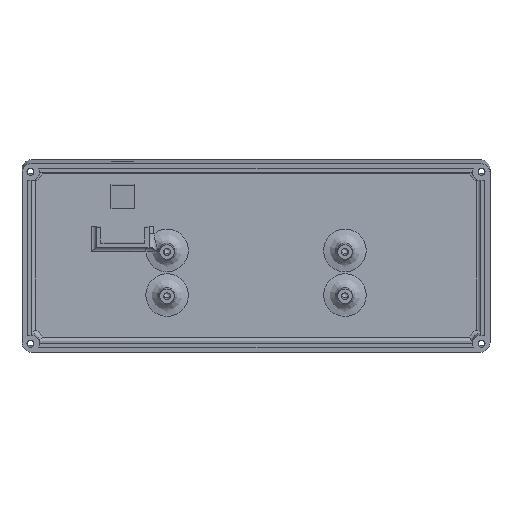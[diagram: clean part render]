
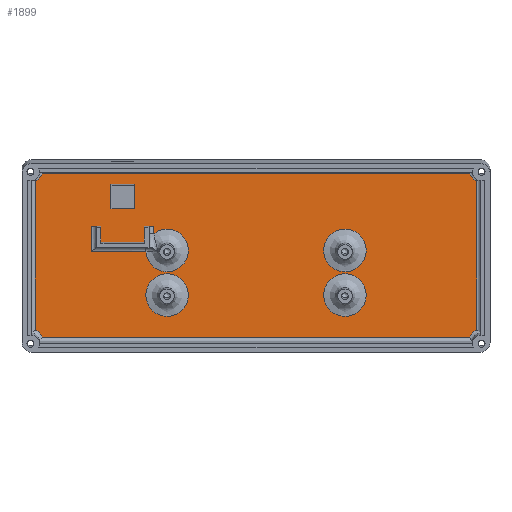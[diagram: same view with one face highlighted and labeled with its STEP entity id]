
A CAD part, top view. The second image highlights one B-rep face of the part: STEP entity #1899.
In plain terms, the highlighted planar face has unit normal (0, 0, 1).
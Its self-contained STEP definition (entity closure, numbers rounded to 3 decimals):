
#19=ELLIPSE('',#2012,5.541,5.52);
#22=ELLIPSE('',#2016,5.541,5.52);
#23=ELLIPSE('',#2018,5.541,5.52);
#26=ELLIPSE('',#2021,5.541,5.52);
#27=ELLIPSE('',#2029,9.135,9.1);
#28=ELLIPSE('',#2030,9.135,9.1);
#29=ELLIPSE('',#2031,9.135,9.1);
#30=ELLIPSE('',#2032,9.135,9.1);
#31=ELLIPSE('',#2033,9.135,9.1);
#87=LINE('',#2807,#243);
#88=LINE('',#2825,#244);
#91=LINE('',#2917,#247);
#93=LINE('',#2989,#249);
#113=LINE('',#3122,#269);
#114=LINE('',#3124,#270);
#115=LINE('',#3126,#271);
#116=LINE('',#3127,#272);
#117=LINE('',#3132,#273);
#118=LINE('',#3134,#274);
#119=LINE('',#3136,#275);
#120=LINE('',#3138,#276);
#121=LINE('',#3140,#277);
#122=LINE('',#3142,#278);
#123=LINE('',#3148,#279);
#124=LINE('',#3149,#280);
#243=VECTOR('',#2231,10.);
#244=VECTOR('',#2234,10.);
#247=VECTOR('',#2243,10.);
#249=VECTOR('',#2251,10.);
#269=VECTOR('',#2297,10.);
#270=VECTOR('',#2298,10.);
#271=VECTOR('',#2299,10.);
#272=VECTOR('',#2300,10.);
#273=VECTOR('',#2303,10.);
#274=VECTOR('',#2304,10.);
#275=VECTOR('',#2305,10.);
#276=VECTOR('',#2306,10.);
#277=VECTOR('',#2307,10.);
#278=VECTOR('',#2308,10.);
#279=VECTOR('',#2313,10.);
#280=VECTOR('',#2314,10.);
#449=FACE_BOUND('',#607,.T.);
#450=FACE_BOUND('',#608,.T.);
#451=FACE_BOUND('',#609,.T.);
#452=FACE_BOUND('',#610,.T.);
#453=FACE_BOUND('',#611,.T.);
#488=FACE_OUTER_BOUND('',#606,.T.);
#606=EDGE_LOOP('',(#1345,#1346,#1347,#1348,#1349,#1350,#1351,#1352));
#607=EDGE_LOOP('',(#1353));
#608=EDGE_LOOP('',(#1354));
#609=EDGE_LOOP('',(#1355,#1356,#1357,#1358));
#610=EDGE_LOOP('',(#1359));
#611=EDGE_LOOP('',(#1360,#1361,#1362,#1363,#1364,#1365,#1366,#1367,#1368,
#1369));
#805=VERTEX_POINT('',#2793);
#806=VERTEX_POINT('',#2806);
#807=VERTEX_POINT('',#2823);
#808=VERTEX_POINT('',#2824);
#812=VERTEX_POINT('',#2885);
#817=VERTEX_POINT('',#2916);
#820=VERTEX_POINT('',#2964);
#823=VERTEX_POINT('',#2988);
#844=VERTEX_POINT('',#3116);
#845=VERTEX_POINT('',#3118);
#846=VERTEX_POINT('',#3120);
#847=VERTEX_POINT('',#3121);
#848=VERTEX_POINT('',#3123);
#849=VERTEX_POINT('',#3125);
#850=VERTEX_POINT('',#3128);
#851=VERTEX_POINT('',#3130);
#852=VERTEX_POINT('',#3131);
#853=VERTEX_POINT('',#3133);
#854=VERTEX_POINT('',#3135);
#855=VERTEX_POINT('',#3137);
#856=VERTEX_POINT('',#3139);
#857=VERTEX_POINT('',#3141);
#858=VERTEX_POINT('',#3143);
#859=VERTEX_POINT('',#3145);
#860=VERTEX_POINT('',#3147);
#994=EDGE_CURVE('',#805,#806,#87,.T.);
#996=EDGE_CURVE('',#807,#808,#88,.T.);
#1001=EDGE_CURVE('',#808,#812,#19,.T.);
#1007=EDGE_CURVE('',#812,#817,#91,.T.);
#1011=EDGE_CURVE('',#817,#820,#22,.T.);
#1015=EDGE_CURVE('',#820,#823,#93,.T.);
#1018=EDGE_CURVE('',#806,#807,#23,.T.);
#1022=EDGE_CURVE('',#823,#805,#26,.T.);
#1045=EDGE_CURVE('',#844,#844,#27,.T.);
#1046=EDGE_CURVE('',#845,#845,#28,.T.);
#1047=EDGE_CURVE('',#846,#847,#113,.T.);
#1048=EDGE_CURVE('',#847,#848,#114,.T.);
#1049=EDGE_CURVE('',#848,#849,#115,.T.);
#1050=EDGE_CURVE('',#849,#846,#116,.T.);
#1051=EDGE_CURVE('',#850,#850,#29,.T.);
#1052=EDGE_CURVE('',#851,#852,#117,.T.);
#1053=EDGE_CURVE('',#852,#853,#118,.T.);
#1054=EDGE_CURVE('',#853,#854,#119,.T.);
#1055=EDGE_CURVE('',#854,#855,#120,.T.);
#1056=EDGE_CURVE('',#855,#856,#121,.T.);
#1057=EDGE_CURVE('',#857,#856,#122,.T.);
#1058=EDGE_CURVE('',#858,#857,#30,.T.);
#1059=EDGE_CURVE('',#859,#858,#31,.T.);
#1060=EDGE_CURVE('',#860,#859,#123,.T.);
#1061=EDGE_CURVE('',#851,#860,#124,.T.);
#1345=ORIENTED_EDGE('',*,*,#996,.F.);
#1346=ORIENTED_EDGE('',*,*,#1018,.F.);
#1347=ORIENTED_EDGE('',*,*,#994,.F.);
#1348=ORIENTED_EDGE('',*,*,#1022,.F.);
#1349=ORIENTED_EDGE('',*,*,#1015,.F.);
#1350=ORIENTED_EDGE('',*,*,#1011,.F.);
#1351=ORIENTED_EDGE('',*,*,#1007,.F.);
#1352=ORIENTED_EDGE('',*,*,#1001,.F.);
#1353=ORIENTED_EDGE('',*,*,#1045,.F.);
#1354=ORIENTED_EDGE('',*,*,#1046,.F.);
#1355=ORIENTED_EDGE('',*,*,#1047,.T.);
#1356=ORIENTED_EDGE('',*,*,#1048,.T.);
#1357=ORIENTED_EDGE('',*,*,#1049,.T.);
#1358=ORIENTED_EDGE('',*,*,#1050,.T.);
#1359=ORIENTED_EDGE('',*,*,#1051,.F.);
#1360=ORIENTED_EDGE('',*,*,#1052,.T.);
#1361=ORIENTED_EDGE('',*,*,#1053,.T.);
#1362=ORIENTED_EDGE('',*,*,#1054,.T.);
#1363=ORIENTED_EDGE('',*,*,#1055,.T.);
#1364=ORIENTED_EDGE('',*,*,#1056,.T.);
#1365=ORIENTED_EDGE('',*,*,#1057,.F.);
#1366=ORIENTED_EDGE('',*,*,#1058,.F.);
#1367=ORIENTED_EDGE('',*,*,#1059,.F.);
#1368=ORIENTED_EDGE('',*,*,#1060,.F.);
#1369=ORIENTED_EDGE('',*,*,#1061,.F.);
#1836=PLANE('',#2028);
#1899=ADVANCED_FACE('',(#488,#449,#450,#451,#452,#453),#1836,.F.);
#2012=AXIS2_PLACEMENT_3D('',#2886,#2236,#2237);
#2016=AXIS2_PLACEMENT_3D('',#2965,#2246,#2247);
#2018=AXIS2_PLACEMENT_3D('',#3034,#2252,#2253);
#2021=AXIS2_PLACEMENT_3D('',#3068,#2258,#2259);
#2028=AXIS2_PLACEMENT_3D('',#3115,#2291,#2292);
#2029=AXIS2_PLACEMENT_3D('',#3117,#2293,#2294);
#2030=AXIS2_PLACEMENT_3D('',#3119,#2295,#2296);
#2031=AXIS2_PLACEMENT_3D('',#3129,#2301,#2302);
#2032=AXIS2_PLACEMENT_3D('',#3144,#2309,#2310);
#2033=AXIS2_PLACEMENT_3D('',#3146,#2311,#2312);
#2231=DIRECTION('',(-1.,0.,0.));
#2234=DIRECTION('',(0.,1.,0.));
#2236=DIRECTION('center_axis',(0.,0.,
1.));
#2237=DIRECTION('ref_axis',(0.,-1.,0.));
#2243=DIRECTION('',(1.,0.,0.));
#2246=DIRECTION('center_axis',(0.,0.,
1.));
#2247=DIRECTION('ref_axis',(0.,-1.,0.));
#2251=DIRECTION('',(0.,-1.,0.));
#2252=DIRECTION('center_axis',(0.,0.,
1.));
#2253=DIRECTION('ref_axis',(0.,1.,0.));
#2258=DIRECTION('center_axis',(0.,0.,
1.));
#2259=DIRECTION('ref_axis',(0.,1.,0.));
#2291=DIRECTION('center_axis',(0.,0.,
-1.));
#2292=DIRECTION('ref_axis',(1.,0.,0.));
#2293=DIRECTION('center_axis',(0.,0.,
1.));
#2294=DIRECTION('ref_axis',(0.,1.,0.));
#2295=DIRECTION('center_axis',(0.,0.,
1.));
#2296=DIRECTION('ref_axis',(0.,1.,0.));
#2297=DIRECTION('',(-1.,0.,0.));
#2298=DIRECTION('',(0.,1.,0.));
#2299=DIRECTION('',(1.,0.,0.));
#2300=DIRECTION('',(0.,-1.,0.));
#2301=DIRECTION('center_axis',(0.,0.,
1.));
#2302=DIRECTION('ref_axis',(0.,1.,0.));
#2303=DIRECTION('',(1.,0.,0.));
#2304=DIRECTION('',(0.,-1.,0.));
#2305=DIRECTION('',(1.,0.,0.));
#2306=DIRECTION('',(0.,1.,0.));
#2307=DIRECTION('',(1.,0.,0.));
#2308=DIRECTION('',(0.,1.,0.));
#2309=DIRECTION('center_axis',(0.,0.,
1.));
#2310=DIRECTION('ref_axis',(0.,1.,0.));
#2311=DIRECTION('center_axis',(0.,0.,
1.));
#2312=DIRECTION('ref_axis',(0.,1.,0.));
#2313=DIRECTION('',(1.,0.,0.));
#2314=DIRECTION('',(0.,-1.,0.));
#2793=CARTESIAN_POINT('',(186.85,-90.859,-0.838));
#2806=CARTESIAN_POINT('',(3.84,-90.859,-0.838));
#2807=CARTESIAN_POINT('',(47.22,-90.859,-0.838));
#2823=CARTESIAN_POINT('',(0.695,-87.702,-0.838));
#2824=CARTESIAN_POINT('',(0.695,-23.799,-0.838));
#2825=CARTESIAN_POINT('',(0.695,-38.016,-0.838));
#2885=CARTESIAN_POINT('',(3.84,-20.642,-0.838));
#2886=CARTESIAN_POINT('Origin',(-1.305,-18.634,-0.838));
#2916=CARTESIAN_POINT('',(186.85,-20.642,-0.838));
#2917=CARTESIAN_POINT('',(143.47,-20.642,-0.838));
#2964=CARTESIAN_POINT('',(189.995,-23.799,-0.838));
#2965=CARTESIAN_POINT('Origin',(191.995,-18.634,-0.838));
#2988=CARTESIAN_POINT('',(189.995,-87.702,-0.838));
#2989=CARTESIAN_POINT('',(189.995,-74.452,-0.838));
#3034=CARTESIAN_POINT('Origin',(-1.305,-92.866,-0.838));
#3068=CARTESIAN_POINT('Origin',(191.995,-92.866,-0.838));
#3115=CARTESIAN_POINT('Origin',(95.345,-55.61,-0.838));
#3116=CARTESIAN_POINT('',(133.445,-62.734,-0.838));
#3117=CARTESIAN_POINT('Origin',(133.445,-53.6,-0.838));
#3118=CARTESIAN_POINT('',(57.244,-81.857,-0.838));
#3119=CARTESIAN_POINT('Origin',(57.244,-72.722,-0.838));
#3120=CARTESIAN_POINT('',(43.22,-35.326,-0.838));
#3121=CARTESIAN_POINT('',(33.22,-35.326,-0.838));
#3122=CARTESIAN_POINT('',(64.283,-35.326,-0.838));
#3123=CARTESIAN_POINT('',(33.22,-25.287,-0.838));
#3124=CARTESIAN_POINT('',(33.22,-40.316,-0.838));
#3125=CARTESIAN_POINT('',(43.22,-25.287,-0.838));
#3126=CARTESIAN_POINT('',(69.283,-25.287,-0.838));
#3127=CARTESIAN_POINT('',(43.22,-45.297,-0.838));
#3128=CARTESIAN_POINT('',(133.445,-81.857,-0.838));
#3129=CARTESIAN_POINT('Origin',(133.445,-72.722,-0.838));
#3130=CARTESIAN_POINT('',(24.93,-43.256,-0.838));
#3131=CARTESIAN_POINT('',(28.93,-43.256,-0.838));
#3132=CARTESIAN_POINT('',(62.138,-43.256,-0.838));
#3133=CARTESIAN_POINT('',(28.93,-50.031,-0.838));
#3134=CARTESIAN_POINT('',(28.93,-52.594,-0.838));
#3135=CARTESIAN_POINT('',(47.51,-50.031,-0.838));
#3136=CARTESIAN_POINT('',(71.428,-50.031,-0.838));
#3137=CARTESIAN_POINT('',(47.51,-43.256,-0.838));
#3138=CARTESIAN_POINT('',(47.51,-49.232,-0.838));
#3139=CARTESIAN_POINT('',(51.51,-43.256,-0.838));
#3140=CARTESIAN_POINT('',(72.428,-43.256,-0.838));
#3141=CARTESIAN_POINT('',(51.51,-46.507,-0.838));
#3142=CARTESIAN_POINT('',(51.51,-53.591,-0.838));
#3143=CARTESIAN_POINT('',(57.244,-62.734,-0.838));
#3144=CARTESIAN_POINT('Origin',(57.244,-53.6,-0.838));
#3145=CARTESIAN_POINT('',(48.165,-54.222,-0.838));
#3146=CARTESIAN_POINT('Origin',(57.244,-53.6,-0.838));
#3147=CARTESIAN_POINT('',(24.93,-54.222,-0.838));
#3148=CARTESIAN_POINT('',(61.138,-54.222,-0.838));
#3149=CARTESIAN_POINT('',(24.93,-49.232,-0.838));
